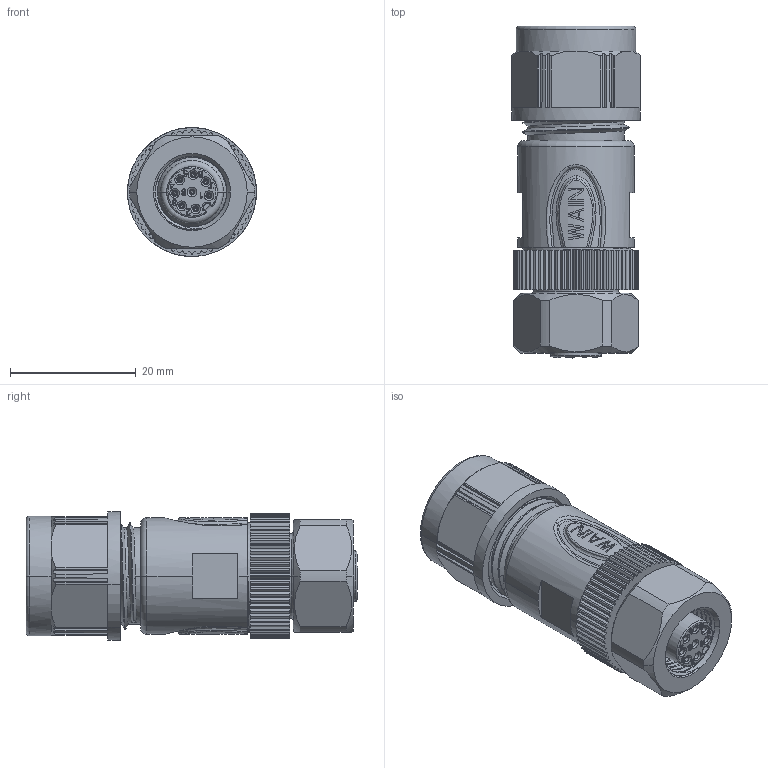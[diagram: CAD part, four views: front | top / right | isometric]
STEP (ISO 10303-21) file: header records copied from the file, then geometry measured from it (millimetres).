
FILE_DESCRIPTION((''),'2;1');
FILE_NAME('MANIFOLD_SOLID_BREP_116862_1','2023-12-27T',('13531'),(''),'PRO/ENGINEER BY PARAMETRIC TECHNOLOGY CORPORATION, 2012480','PRO/ENGINEER BY PARAMETRIC TECHNOLOGY CORPORATION, 2012480','');
FILE_SCHEMA(('CONFIG_CONTROL_DESIGN'));
Products named in the file (1): MANIFOLD_SOLID_BREP_116862_1
Bounding box: 20.5 x 52.78 x 20.49 mm (x, y, z)
Volume: 11540.5 mm3; surface area: 11979.8 mm2
Topology: 1 solids, 9 shells, 1671 faces, 4904 edges, 3272 vertices
Faces by surface type: plane 696, cylinder 434, cone 263, extrusion 172, bspline 63, torus 41, sphere 2
Entity records: 73797 total; most frequent: CARTESIAN_POINT 30791, ORIENTED_EDGE 9772, DIRECTION 7954, EDGE_CURVE 4886, VERTEX_POINT 3272, AXIS2_PLACEMENT_3D 2887, VECTOR 2180, LINE 2008
